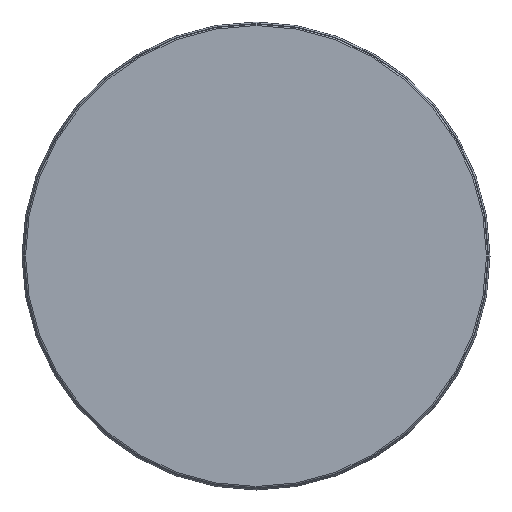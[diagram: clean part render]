
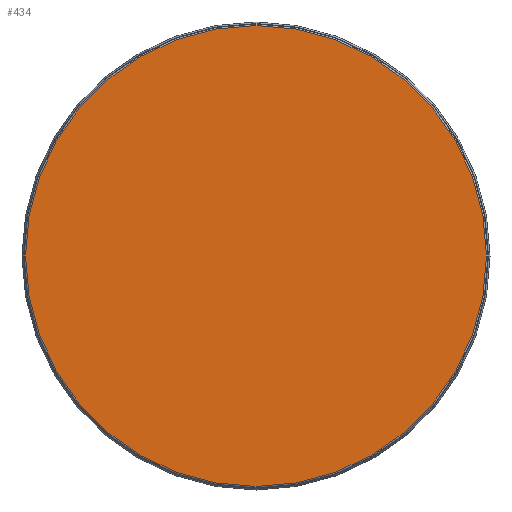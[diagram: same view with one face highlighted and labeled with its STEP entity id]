
A CAD part, front view. The second image highlights one B-rep face of the part: STEP entity #434.
In plain terms, the highlighted planar face has unit normal (0, -1, 0).
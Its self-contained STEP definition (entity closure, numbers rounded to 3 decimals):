
#33=PLANE('',#525);
#77=FACE_OUTER_BOUND('',#104,.T.);
#104=EDGE_LOOP('',(#404,#405));
#176=CIRCLE('',#522,46.778);
#177=CIRCLE('',#523,46.778);
#223=VERTEX_POINT('',#806);
#224=VERTEX_POINT('',#807);
#283=EDGE_CURVE('',#223,#224,#176,.T.);
#284=EDGE_CURVE('',#224,#223,#177,.T.);
#404=ORIENTED_EDGE('',*,*,#283,.T.);
#405=ORIENTED_EDGE('',*,*,#284,.T.);
#434=ADVANCED_FACE('',(#77),#33,.T.);
#522=AXIS2_PLACEMENT_3D('',#808,#673,#674);
#523=AXIS2_PLACEMENT_3D('',#809,#675,#676);
#525=AXIS2_PLACEMENT_3D('',#811,#679,#680);
#673=DIRECTION('center_axis',(0.,-1.,0.));
#674=DIRECTION('ref_axis',(-1.,0.,0.));
#675=DIRECTION('center_axis',(0.,-1.,0.));
#676=DIRECTION('ref_axis',(-1.,0.,0.));
#679=DIRECTION('center_axis',(0.,-1.,0.));
#680=DIRECTION('ref_axis',(0.,0.,-1.));
#806=CARTESIAN_POINT('',(-46.778,0.,0.));
#807=CARTESIAN_POINT('',(0.,0.,46.778));
#808=CARTESIAN_POINT('Origin',(0.,0.,0.));
#809=CARTESIAN_POINT('Origin',(0.,0.,0.));
#811=CARTESIAN_POINT('Origin',(-23.389,0.,0.));
